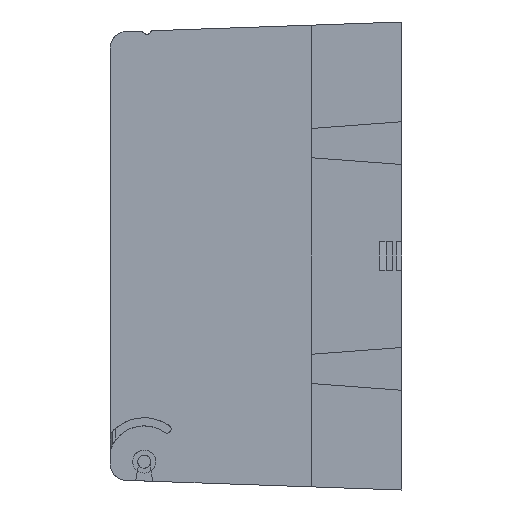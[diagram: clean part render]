
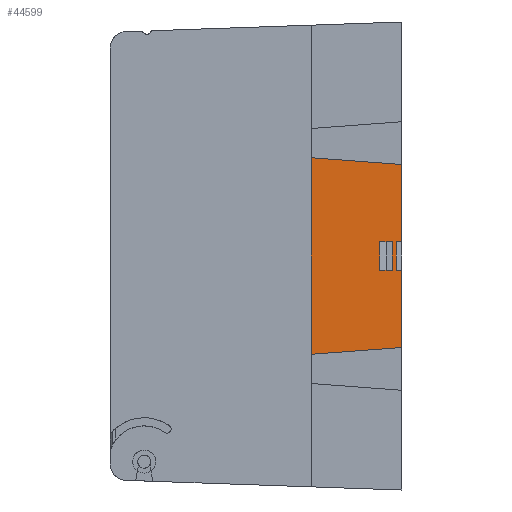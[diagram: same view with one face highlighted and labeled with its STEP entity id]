
A CAD part, left-side view. The second image highlights one B-rep face of the part: STEP entity #44599.
In plain terms, the highlighted planar face has unit normal (-1, 0, 0).
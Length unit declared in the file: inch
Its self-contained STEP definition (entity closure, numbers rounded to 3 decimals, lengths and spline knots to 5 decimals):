
#294 = VERTEX_POINT ( 'NONE', #64074 ) ;
#631 = EDGE_CURVE ( 'NONE', #40059, #5094, #3232, .T. ) ;
#796 = CARTESIAN_POINT ( 'NONE',  ( -3.945, 1.1, 1.19653 ) ) ;
#927 = ORIENTED_EDGE ( 'NONE', *, *, #53754, .T. ) ;
#1665 = VECTOR ( 'NONE', #42408, 39.37008 ) ;
#2210 = VECTOR ( 'NONE', #47978, 39.37008 ) ;
#3100 = EDGE_CURVE ( 'NONE', #35810, #32637, #35429, .T. ) ;
#3232 = LINE ( 'NONE', #24197, #1665 ) ;
#3480 = DIRECTION ( 'NONE',  ( 0., 0., -1. ) ) ;
#4646 = CARTESIAN_POINT ( 'NONE',  ( -3.945, 0., 6.44233 ) ) ;
#5094 = VERTEX_POINT ( 'NONE', #49826 ) ;
#6039 = VECTOR ( 'NONE', #31370, 39.37008 ) ;
#7656 = LINE ( 'NONE', #26314, #6039 ) ;
#7710 = CARTESIAN_POINT ( 'NONE',  ( -3.945, 0., 0.175 ) ) ;
#7853 = CARTESIAN_POINT ( 'NONE',  ( -3.945, 0.26794, -0.175 ) ) ;
#8069 = CARTESIAN_POINT ( 'NONE',  ( -3.945, 0., -0.175 ) ) ;
#9237 = LINE ( 'NONE', #22229, #35608 ) ;
#9644 = DIRECTION ( 'NONE',  ( 0., 0., -1. ) ) ;
#11351 = CARTESIAN_POINT ( 'NONE',  ( -3.945, 0.115, -0.175 ) ) ;
#11553 = CARTESIAN_POINT ( 'NONE',  ( -3.945, -0.55706, -1.07371 ) ) ;
#12234 = DIRECTION ( 'NONE',  ( 0., 0., 1. ) ) ;
#12757 = CARTESIAN_POINT ( 'NONE',  ( -3.945, 0., 6.44233 ) ) ;
#13414 = VECTOR ( 'NONE', #17409, 39.37008 ) ;
#13920 = DIRECTION ( 'NONE',  ( 0., -1., 0. ) ) ;
#14157 = PLANE ( 'NONE',  #46432 ) ;
#14955 = LINE ( 'NONE', #7710, #13414 ) ;
#15114 = EDGE_CURVE ( 'NONE', #36631, #39245, #35803, .T. ) ;
#15398 = DIRECTION ( 'NONE',  ( 0., 0., 1. ) ) ;
#15766 = ORIENTED_EDGE ( 'NONE', *, *, #41705, .T. ) ;
#16007 = EDGE_CURVE ( 'NONE', #50083, #39245, #22387, .T. ) ;
#16832 = ORIENTED_EDGE ( 'NONE', *, *, #17615, .F. ) ;
#17409 = DIRECTION ( 'NONE',  ( 0., -1., 0. ) ) ;
#17615 = EDGE_CURVE ( 'NONE', #62996, #32637, #9237, .T. ) ;
#17744 = DIRECTION ( 'NONE',  ( 0., 0., -1. ) ) ;
#17787 = CARTESIAN_POINT ( 'NONE',  ( -3.945, 0.115, 0.175 ) ) ;
#19715 = DIRECTION ( 'NONE',  ( 0., -1., 0. ) ) ;
#20191 = CARTESIAN_POINT ( 'NONE',  ( -3.945, 0.065, -0.175 ) ) ;
#20553 = EDGE_CURVE ( 'NONE', #5094, #41802, #45910, .T. ) ;
#20680 = CARTESIAN_POINT ( 'NONE',  ( -3.945, 0.115, 0.175 ) ) ;
#20890 = FACE_BOUND ( 'NONE', #27664, .T. ) ;
#22229 = CARTESIAN_POINT ( 'NONE',  ( -3.945, 0.115, -0.175 ) ) ;
#22269 = VECTOR ( 'NONE', #19715, 39.37008 ) ;
#22387 = LINE ( 'NONE', #12757, #47157 ) ;
#23742 = CARTESIAN_POINT ( 'NONE',  ( -3.945, 0.115, -0.175 ) ) ;
#24177 = VECTOR ( 'NONE', #56235, 39.37008 ) ;
#24197 = CARTESIAN_POINT ( 'NONE',  ( -3.945, 0., 1.115 ) ) ;
#26314 = CARTESIAN_POINT ( 'NONE',  ( -3.945, 0.26794, -0.175 ) ) ;
#26361 = EDGE_CURVE ( 'NONE', #33457, #35810, #7656, .T. ) ;
#26874 = ORIENTED_EDGE ( 'NONE', *, *, #46248, .F. ) ;
#27664 = EDGE_LOOP ( 'NONE', ( #26874, #36536, #59206, #16832 ) ) ;
#27977 = DIRECTION ( 'NONE',  ( 0., -1., 0. ) ) ;
#28214 = CARTESIAN_POINT ( 'NONE',  ( -3.945, 0., 6.44233 ) ) ;
#28748 = VECTOR ( 'NONE', #15398, 39.37008 ) ;
#29626 = CARTESIAN_POINT ( 'NONE',  ( -3.945, 0., -0.175 ) ) ;
#29957 = ORIENTED_EDGE ( 'NONE', *, *, #631, .F. ) ;
#30346 = LINE ( 'NONE', #20191, #28748 ) ;
#31370 = DIRECTION ( 'NONE',  ( 0., 0., 1. ) ) ;
#31728 = EDGE_LOOP ( 'NONE', ( #58163, #37344, #927, #40303, #38971, #29957, #15766, #52521 ) ) ;
#32637 = VERTEX_POINT ( 'NONE', #20680 ) ;
#33457 = VERTEX_POINT ( 'NONE', #7853 ) ;
#35429 = LINE ( 'NONE', #17787, #22269 ) ;
#35608 = VECTOR ( 'NONE', #12234, 39.37008 ) ;
#35803 = LINE ( 'NONE', #11553, #24177 ) ;
#35810 = VERTEX_POINT ( 'NONE', #38212 ) ;
#36536 = ORIENTED_EDGE ( 'NONE', *, *, #26361, .T. ) ;
#36631 = VERTEX_POINT ( 'NONE', #55426 ) ;
#36957 = LINE ( 'NONE', #8069, #50053 ) ;
#37344 = ORIENTED_EDGE ( 'NONE', *, *, #60430, .F. ) ;
#38059 = CARTESIAN_POINT ( 'NONE',  ( -3.945, 1.1, 6.44233 ) ) ;
#38212 = CARTESIAN_POINT ( 'NONE',  ( -3.945, 0.26794, 0.175 ) ) ;
#38971 = ORIENTED_EDGE ( 'NONE', *, *, #20553, .F. ) ;
#39245 = VERTEX_POINT ( 'NONE', #56186 ) ;
#39318 = DIRECTION ( 'NONE',  ( 1., 0., 0. ) ) ;
#40059 = VERTEX_POINT ( 'NONE', #796 ) ;
#40303 = ORIENTED_EDGE ( 'NONE', *, *, #40450, .T. ) ;
#40450 = EDGE_CURVE ( 'NONE', #64050, #41802, #14955, .T. ) ;
#41705 = EDGE_CURVE ( 'NONE', #40059, #36631, #41720, .T. ) ;
#41720 = LINE ( 'NONE', #38059, #2210 ) ;
#41802 = VERTEX_POINT ( 'NONE', #58433 ) ;
#42408 = DIRECTION ( 'NONE',  ( 0., -0.997, -0.074 ) ) ;
#44599 = ADVANCED_FACE ( 'NONE', ( #47232, #20890 ), #14157, .F. ) ;
#45910 = LINE ( 'NONE', #28214, #59168 ) ;
#46248 = EDGE_CURVE ( 'NONE', #33457, #62996, #62936, .T. ) ;
#46432 = AXIS2_PLACEMENT_3D ( 'NONE', #4646, #39318, #9644 ) ;
#47157 = VECTOR ( 'NONE', #17744, 39.37008 ) ;
#47232 = FACE_OUTER_BOUND ( 'NONE', #31728, .T. ) ;
#47978 = DIRECTION ( 'NONE',  ( 0., 0., -1. ) ) ;
#49826 = CARTESIAN_POINT ( 'NONE',  ( -3.945, 0., 1.115 ) ) ;
#50053 = VECTOR ( 'NONE', #27977, 39.37008 ) ;
#50083 = VERTEX_POINT ( 'NONE', #29626 ) ;
#52521 = ORIENTED_EDGE ( 'NONE', *, *, #15114, .T. ) ;
#53754 = EDGE_CURVE ( 'NONE', #294, #64050, #30346, .T. ) ;
#55426 = CARTESIAN_POINT ( 'NONE',  ( -3.945, 1.1, -1.19653 ) ) ;
#56186 = CARTESIAN_POINT ( 'NONE',  ( -3.945, 0., -1.115 ) ) ;
#56235 = DIRECTION ( 'NONE',  ( 0., -0.997, 0.074 ) ) ;
#58163 = ORIENTED_EDGE ( 'NONE', *, *, #16007, .F. ) ;
#58433 = CARTESIAN_POINT ( 'NONE',  ( -3.945, 0., 0.175 ) ) ;
#59168 = VECTOR ( 'NONE', #3480, 39.37008 ) ;
#59206 = ORIENTED_EDGE ( 'NONE', *, *, #3100, .T. ) ;
#60430 = EDGE_CURVE ( 'NONE', #294, #50083, #36957, .T. ) ;
#61232 = CARTESIAN_POINT ( 'NONE',  ( -3.945, 0.065, 0.175 ) ) ;
#61421 = VECTOR ( 'NONE', #13920, 39.37008 ) ;
#62936 = LINE ( 'NONE', #23742, #61421 ) ;
#62996 = VERTEX_POINT ( 'NONE', #11351 ) ;
#64050 = VERTEX_POINT ( 'NONE', #61232 ) ;
#64074 = CARTESIAN_POINT ( 'NONE',  ( -3.945, 0.065, -0.175 ) ) ;
